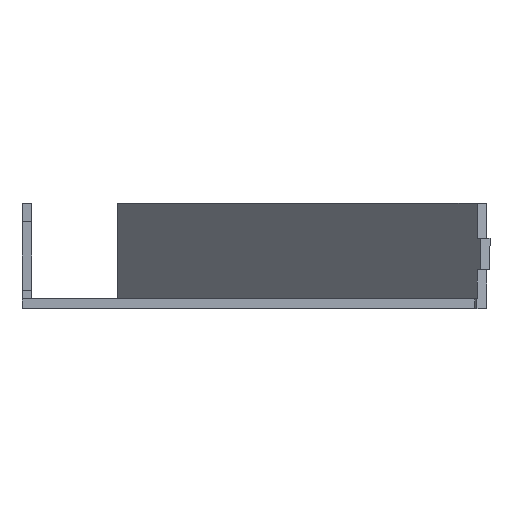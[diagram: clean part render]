
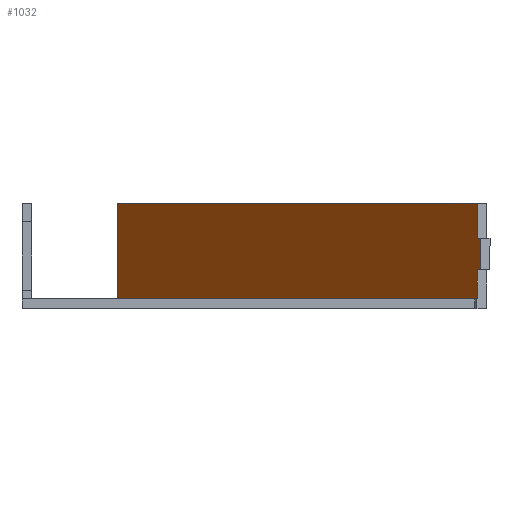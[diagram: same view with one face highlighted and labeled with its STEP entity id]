
A CAD part, left-side view. The second image highlights one B-rep face of the part: STEP entity #1032.
In plain terms, the highlighted planar face has unit normal (-0.174, 0.985, 0).
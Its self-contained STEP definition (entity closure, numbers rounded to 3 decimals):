
#5 = EDGE_CURVE ( 'NONE', #239, #162, #3054, .T. ) ;
#104 = CARTESIAN_POINT ( 'NONE',  ( -8.291, 1.077, 2.6 ) ) ;
#162 = VERTEX_POINT ( 'NONE', #2246 ) ;
#239 = VERTEX_POINT ( 'NONE', #3122 ) ;
#242 = EDGE_CURVE ( 'NONE', #953, #3439, #1617, .T. ) ;
#287 = ORIENTED_EDGE ( 'NONE', *, *, #3243, .T. ) ;
#328 = CARTESIAN_POINT ( 'NONE',  ( -3.367, 1.945, 2.6 ) ) ;
#349 = FACE_OUTER_BOUND ( 'NONE', #1205, .T. ) ;
#384 = DIRECTION ( 'NONE',  ( 0.985, 0.174, 0. ) ) ;
#473 = CARTESIAN_POINT ( 'NONE',  ( -8.291, 1.077, 10. ) ) ;
#488 = DIRECTION ( 'NONE',  ( 0., 0., -1. ) ) ;
#561 = CARTESIAN_POINT ( 'NONE',  ( -3.367, 1.945, 27. ) ) ;
#635 = VERTEX_POINT ( 'NONE', #1602 ) ;
#673 = CARTESIAN_POINT ( 'NONE',  ( -8.291, 1.077, 10. ) ) ;
#689 = LINE ( 'NONE', #2629, #2831 ) ;
#700 = ORIENTED_EDGE ( 'NONE', *, *, #1291, .F. ) ;
#761 = CARTESIAN_POINT ( 'NONE',  ( 519.566, 94.152, 2.5 ) ) ;
#784 = LINE ( 'NONE', #104, #2091 ) ;
#878 = ORIENTED_EDGE ( 'NONE', *, *, #1938, .F. ) ;
#953 = VERTEX_POINT ( 'NONE', #2073 ) ;
#971 = DIRECTION ( 'NONE',  ( -0.985, -0.174, 0. ) ) ;
#998 = VECTOR ( 'NONE', #1888, 1000. ) ;
#1032 = ADVANCED_FACE ( 'NONE', ( #349 ), #1835, .T. ) ;
#1129 = CARTESIAN_POINT ( 'NONE',  ( 519.566, 94.152, 2.6 ) ) ;
#1153 = LINE ( 'NONE', #561, #3286 ) ;
#1167 = CARTESIAN_POINT ( 'NONE',  ( -3.367, 1.945, 27. ) ) ;
#1205 = EDGE_LOOP ( 'NONE', ( #287, #2026, #3464, #878, #1298, #1257, #700, #1627 ) ) ;
#1236 = DIRECTION ( 'NONE',  ( -0.985, -0.174, 0. ) ) ;
#1257 = ORIENTED_EDGE ( 'NONE', *, *, #2447, .F. ) ;
#1288 = CARTESIAN_POINT ( 'NONE',  ( -8.291, 1.077, 2.5 ) ) ;
#1291 = EDGE_CURVE ( 'NONE', #635, #1398, #1153, .T. ) ;
#1298 = ORIENTED_EDGE ( 'NONE', *, *, #5, .F. ) ;
#1398 = VERTEX_POINT ( 'NONE', #2840 ) ;
#1450 = CARTESIAN_POINT ( 'NONE',  ( -3.367, 1.945, 2.5 ) ) ;
#1571 = DIRECTION ( 'NONE',  ( -0.985, -0.174, 0. ) ) ;
#1602 = CARTESIAN_POINT ( 'NONE',  ( -3.367, 1.945, 27. ) ) ;
#1617 = LINE ( 'NONE', #1450, #3013 ) ;
#1627 = ORIENTED_EDGE ( 'NONE', *, *, #2920, .F. ) ;
#1680 = VECTOR ( 'NONE', #384, 1000. ) ;
#1755 = LINE ( 'NONE', #673, #1680 ) ;
#1835 = PLANE ( 'NONE',  #2164 ) ;
#1842 = CARTESIAN_POINT ( 'NONE',  ( 519.566, 94.152, 27. ) ) ;
#1888 = DIRECTION ( 'NONE',  ( 0., 0., -1. ) ) ;
#1938 = EDGE_CURVE ( 'NONE', #162, #953, #1755, .T. ) ;
#2026 = ORIENTED_EDGE ( 'NONE', *, *, #2443, .T. ) ;
#2049 = VERTEX_POINT ( 'NONE', #1842 ) ;
#2073 = CARTESIAN_POINT ( 'NONE',  ( -3.367, 1.945, 10. ) ) ;
#2091 = VECTOR ( 'NONE', #971, 1000. ) ;
#2164 = AXIS2_PLACEMENT_3D ( 'NONE', #1288, #3229, #1571 ) ;
#2246 = CARTESIAN_POINT ( 'NONE',  ( -8.291, 1.077, 10. ) ) ;
#2298 = VECTOR ( 'NONE', #488, 1000. ) ;
#2387 = LINE ( 'NONE', #1167, #3216 ) ;
#2443 = EDGE_CURVE ( 'NONE', #2843, #3439, #784, .T. ) ;
#2447 = EDGE_CURVE ( 'NONE', #1398, #239, #689, .T. ) ;
#2466 = LINE ( 'NONE', #761, #998 ) ;
#2513 = DIRECTION ( 'NONE',  ( 0., 0., -1. ) ) ;
#2629 = CARTESIAN_POINT ( 'NONE',  ( -3.367, 1.945, 18. ) ) ;
#2831 = VECTOR ( 'NONE', #1236, 1000. ) ;
#2840 = CARTESIAN_POINT ( 'NONE',  ( -3.367, 1.945, 18. ) ) ;
#2843 = VERTEX_POINT ( 'NONE', #1129 ) ;
#2920 = EDGE_CURVE ( 'NONE', #2049, #635, #2387, .T. ) ;
#3013 = VECTOR ( 'NONE', #3404, 1000. ) ;
#3054 = LINE ( 'NONE', #473, #2298 ) ;
#3122 = CARTESIAN_POINT ( 'NONE',  ( -8.291, 1.077, 18. ) ) ;
#3123 = DIRECTION ( 'NONE',  ( -0.985, -0.174, 0. ) ) ;
#3216 = VECTOR ( 'NONE', #3123, 1000. ) ;
#3229 = DIRECTION ( 'NONE',  ( -0.174, 0.985, 0. ) ) ;
#3243 = EDGE_CURVE ( 'NONE', #2049, #2843, #2466, .T. ) ;
#3286 = VECTOR ( 'NONE', #2513, 1000. ) ;
#3404 = DIRECTION ( 'NONE',  ( 0., 0., -1. ) ) ;
#3439 = VERTEX_POINT ( 'NONE', #328 ) ;
#3464 = ORIENTED_EDGE ( 'NONE', *, *, #242, .F. ) ;
